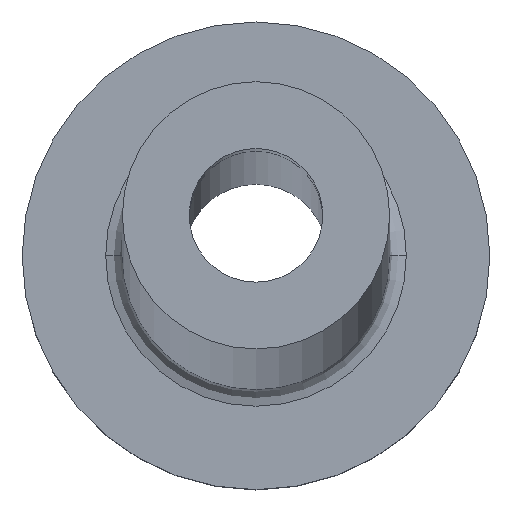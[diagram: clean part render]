
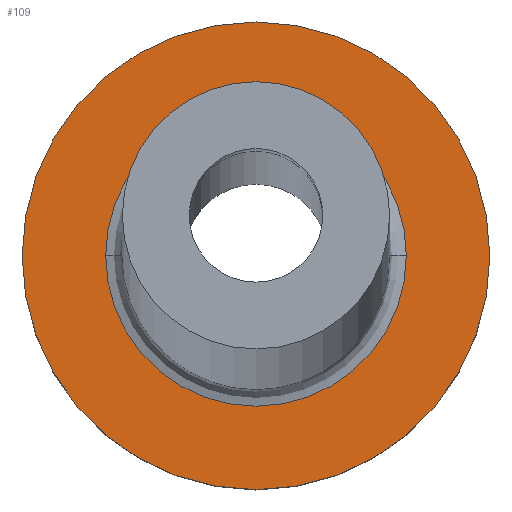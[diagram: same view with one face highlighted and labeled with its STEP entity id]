
A CAD part, top view. The second image highlights one B-rep face of the part: STEP entity #109.
In plain terms, the highlighted planar face has unit normal (0, 0, 1).
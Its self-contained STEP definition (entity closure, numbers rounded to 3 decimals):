
#9 = DIRECTION ( 'NONE',  ( 0., 0., -1. ) ) ;
#11 = DIRECTION ( 'NONE',  ( 0., 0., 1. ) ) ;
#23 = CARTESIAN_POINT ( 'NONE',  ( 7., 0., 5. ) ) ;
#46 = CARTESIAN_POINT ( 'NONE',  ( -4.5, 0., 5. ) ) ;
#47 = ORIENTED_EDGE ( 'NONE', *, *, #51, .T. ) ;
#51 = EDGE_CURVE ( 'NONE', #423, #340, #179, .T. ) ;
#69 = CARTESIAN_POINT ( 'NONE',  ( -7., 0., 5. ) ) ;
#74 = DIRECTION ( 'NONE',  ( 1., 0., 0. ) ) ;
#96 = CARTESIAN_POINT ( 'NONE',  ( 4.5, 0., 5. ) ) ;
#99 = VERTEX_POINT ( 'NONE', #69 ) ;
#101 = ORIENTED_EDGE ( 'NONE', *, *, #155, .T. ) ;
#109 = ADVANCED_FACE ( 'NONE', ( #281, #427 ), #148, .T. ) ;
#134 = DIRECTION ( 'NONE',  ( 1., 0., 0. ) ) ;
#135 = EDGE_LOOP ( 'NONE', ( #47, #101 ) ) ;
#148 = PLANE ( 'NONE',  #203 ) ;
#155 = EDGE_CURVE ( 'NONE', #340, #423, #161, .T. ) ;
#161 = CIRCLE ( 'NONE', #246, 4.5 ) ;
#167 = DIRECTION ( 'NONE',  ( 1., 0., 0. ) ) ;
#168 = ORIENTED_EDGE ( 'NONE', *, *, #387, .T. ) ;
#177 = CARTESIAN_POINT ( 'NONE',  ( 0., 0., 5. ) ) ;
#179 = CIRCLE ( 'NONE', #337, 4.5 ) ;
#185 = DIRECTION ( 'NONE',  ( 0., 0., -1. ) ) ;
#187 = EDGE_CURVE ( 'NONE', #99, #435, #216, .T. ) ;
#190 = DIRECTION ( 'NONE',  ( 1., 0., 0. ) ) ;
#203 = AXIS2_PLACEMENT_3D ( 'NONE', #397, #324, #74 ) ;
#216 = CIRCLE ( 'NONE', #344, 7. ) ;
#229 = CARTESIAN_POINT ( 'NONE',  ( 0., 0., 5. ) ) ;
#242 = ORIENTED_EDGE ( 'NONE', *, *, #187, .T. ) ;
#246 = AXIS2_PLACEMENT_3D ( 'NONE', #459, #185, #352 ) ;
#254 = CIRCLE ( 'NONE', #313, 7. ) ;
#255 = DIRECTION ( 'NONE',  ( 0., 0., 1. ) ) ;
#280 = EDGE_LOOP ( 'NONE', ( #242, #168 ) ) ;
#281 = FACE_BOUND ( 'NONE', #135, .T. ) ;
#313 = AXIS2_PLACEMENT_3D ( 'NONE', #341, #11, #167 ) ;
#324 = DIRECTION ( 'NONE',  ( 0., 0., 1. ) ) ;
#337 = AXIS2_PLACEMENT_3D ( 'NONE', #229, #9, #134 ) ;
#340 = VERTEX_POINT ( 'NONE', #46 ) ;
#341 = CARTESIAN_POINT ( 'NONE',  ( 0., 0., 5. ) ) ;
#344 = AXIS2_PLACEMENT_3D ( 'NONE', #177, #255, #190 ) ;
#352 = DIRECTION ( 'NONE',  ( 1., 0., 0. ) ) ;
#387 = EDGE_CURVE ( 'NONE', #435, #99, #254, .T. ) ;
#397 = CARTESIAN_POINT ( 'NONE',  ( 0., 0., 5. ) ) ;
#423 = VERTEX_POINT ( 'NONE', #96 ) ;
#427 = FACE_OUTER_BOUND ( 'NONE', #280, .T. ) ;
#435 = VERTEX_POINT ( 'NONE', #23 ) ;
#459 = CARTESIAN_POINT ( 'NONE',  ( 0., 0., 5. ) ) ;
